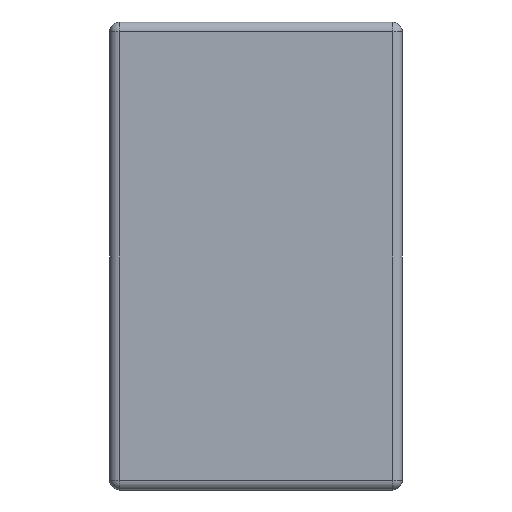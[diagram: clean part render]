
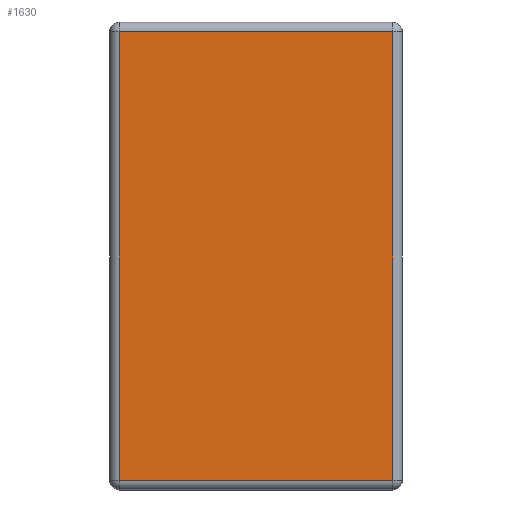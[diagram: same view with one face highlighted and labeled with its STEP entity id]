
A CAD part, left-side view. The second image highlights one B-rep face of the part: STEP entity #1630.
In plain terms, the highlighted planar face has unit normal (-1, 0, 0).
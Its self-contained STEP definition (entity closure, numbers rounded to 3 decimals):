
#119 = ORIENTED_EDGE ( 'NONE', *, *, #652, .T. ) ;
#147 = DIRECTION ( 'NONE',  ( 0., 0., 1. ) ) ;
#209 = EDGE_CURVE ( 'NONE', #1343, #4055, #3179, .T. ) ;
#287 = DIRECTION ( 'NONE',  ( 0., 0., 1. ) ) ;
#295 = CARTESIAN_POINT ( 'NONE',  ( 0., 1.7, -0.057 ) ) ;
#652 = EDGE_CURVE ( 'NONE', #924, #1855, #4473, .T. ) ;
#692 = CARTESIAN_POINT ( 'NONE',  ( 0., 0.057, 0. ) ) ;
#924 = VERTEX_POINT ( 'NONE', #3594 ) ;
#940 = CARTESIAN_POINT ( 'NONE',  ( 0., 1.643, -2.663 ) ) ;
#947 = CARTESIAN_POINT ( 'NONE',  ( 0., 1.643, -0.057 ) ) ;
#1172 = CARTESIAN_POINT ( 'NONE',  ( 0., 0.057, -2.663 ) ) ;
#1343 = VERTEX_POINT ( 'NONE', #940 ) ;
#1377 = DIRECTION ( 'NONE',  ( 0., 1., 0. ) ) ;
#1630 = ADVANCED_FACE ( 'NONE', ( #2587 ), #2882, .T. ) ;
#1779 = CARTESIAN_POINT ( 'NONE',  ( 0., 1.643, -2.72 ) ) ;
#1855 = VERTEX_POINT ( 'NONE', #947 ) ;
#2028 = AXIS2_PLACEMENT_3D ( 'NONE', #4463, #3473, #147 ) ;
#2176 = LINE ( 'NONE', #1779, #2404 ) ;
#2404 = VECTOR ( 'NONE', #4646, 1000. ) ;
#2460 = VECTOR ( 'NONE', #1377, 1000. ) ;
#2583 = ORIENTED_EDGE ( 'NONE', *, *, #4044, .T. ) ;
#2587 = FACE_OUTER_BOUND ( 'NONE', #4391, .T. ) ;
#2882 = PLANE ( 'NONE',  #2028 ) ;
#3179 = LINE ( 'NONE', #4210, #3190 ) ;
#3190 = VECTOR ( 'NONE', #3936, 1000. ) ;
#3219 = LINE ( 'NONE', #692, #3234 ) ;
#3234 = VECTOR ( 'NONE', #287, 1000. ) ;
#3473 = DIRECTION ( 'NONE',  ( -1., 0., 0. ) ) ;
#3594 = CARTESIAN_POINT ( 'NONE',  ( 0., 0.057, -0.057 ) ) ;
#3619 = ORIENTED_EDGE ( 'NONE', *, *, #3996, .T. ) ;
#3936 = DIRECTION ( 'NONE',  ( 0., -1., 0. ) ) ;
#3996 = EDGE_CURVE ( 'NONE', #4055, #924, #3219, .T. ) ;
#4044 = EDGE_CURVE ( 'NONE', #1855, #1343, #2176, .T. ) ;
#4055 = VERTEX_POINT ( 'NONE', #1172 ) ;
#4170 = ORIENTED_EDGE ( 'NONE', *, *, #209, .T. ) ;
#4210 = CARTESIAN_POINT ( 'NONE',  ( 0., 0., -2.663 ) ) ;
#4391 = EDGE_LOOP ( 'NONE', ( #4170, #3619, #119, #2583 ) ) ;
#4463 = CARTESIAN_POINT ( 'NONE',  ( 0., 0., 0. ) ) ;
#4473 = LINE ( 'NONE', #295, #2460 ) ;
#4646 = DIRECTION ( 'NONE',  ( 0., 0., -1. ) ) ;
